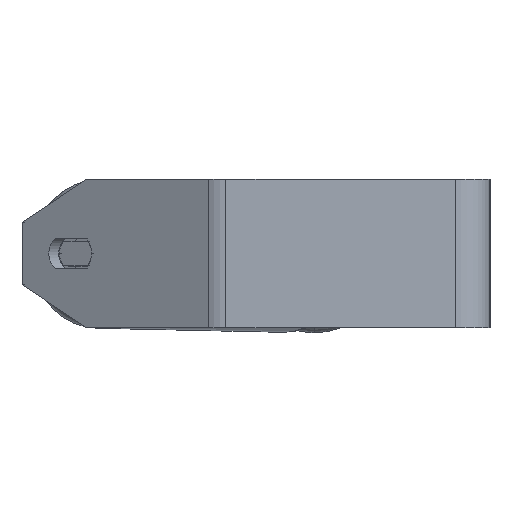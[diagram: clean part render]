
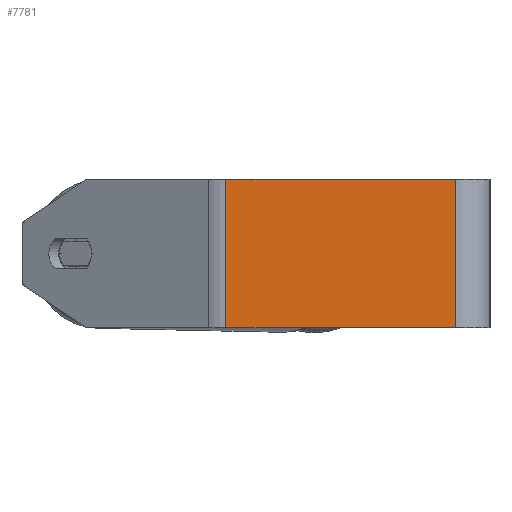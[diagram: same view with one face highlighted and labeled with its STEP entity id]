
A CAD part, left-side view. The second image highlights one B-rep face of the part: STEP entity #7781.
In plain terms, the highlighted planar face has unit normal (-1, 0, 0).
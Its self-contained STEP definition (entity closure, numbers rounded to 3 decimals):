
#41 = DIRECTION ( 'NONE',  ( 1., 0., 0. ) ) ;
#142 = EDGE_CURVE ( 'NONE', #2844, #4867, #7624, .T. ) ;
#262 = ORIENTED_EDGE ( 'NONE', *, *, #4018, .T. ) ;
#308 = ORIENTED_EDGE ( 'NONE', *, *, #3620, .F. ) ;
#382 = EDGE_CURVE ( 'NONE', #5630, #4305, #7111, .T. ) ;
#848 = FACE_OUTER_BOUND ( 'NONE', #4593, .T. ) ;
#980 = VECTOR ( 'NONE', #3475, 1000. ) ;
#1471 = VECTOR ( 'NONE', #5926, 1000. ) ;
#1551 = PLANE ( 'NONE',  #2624 ) ;
#1739 = CARTESIAN_POINT ( 'NONE',  ( -300., 106.642, -30. ) ) ;
#2021 = VECTOR ( 'NONE', #4342, 1000. ) ;
#2299 = VECTOR ( 'NONE', #8246, 1000. ) ;
#2312 = CARTESIAN_POINT ( 'NONE',  ( -300., 106.642, 30. ) ) ;
#2624 = AXIS2_PLACEMENT_3D ( 'NONE', #5238, #41, #7905 ) ;
#2844 = VERTEX_POINT ( 'NONE', #1739 ) ;
#3475 = DIRECTION ( 'NONE',  ( 0., 0., -1. ) ) ;
#3620 = EDGE_CURVE ( 'NONE', #4305, #4867, #6755, .T. ) ;
#4018 = EDGE_CURVE ( 'NONE', #5630, #2844, #8025, .T. ) ;
#4305 = VERTEX_POINT ( 'NONE', #7637 ) ;
#4342 = DIRECTION ( 'NONE',  ( 0., -1., 0. ) ) ;
#4593 = EDGE_LOOP ( 'NONE', ( #7797, #308, #5005, #262 ) ) ;
#4867 = VERTEX_POINT ( 'NONE', #7319 ) ;
#5005 = ORIENTED_EDGE ( 'NONE', *, *, #382, .F. ) ;
#5238 = CARTESIAN_POINT ( 'NONE',  ( -300., 110.394, 30. ) ) ;
#5519 = CARTESIAN_POINT ( 'NONE',  ( -300., 106.642, 30. ) ) ;
#5630 = VERTEX_POINT ( 'NONE', #2312 ) ;
#5926 = DIRECTION ( 'NONE',  ( 0., 0., -1. ) ) ;
#6053 = CARTESIAN_POINT ( 'NONE',  ( -300., 14., 30. ) ) ;
#6755 = LINE ( 'NONE', #6053, #980 ) ;
#6987 = CARTESIAN_POINT ( 'NONE',  ( -300., 110.394, 30. ) ) ;
#7111 = LINE ( 'NONE', #6987, #2299 ) ;
#7319 = CARTESIAN_POINT ( 'NONE',  ( -300., 14., -30. ) ) ;
#7574 = CARTESIAN_POINT ( 'NONE',  ( -300., 110.394, -30. ) ) ;
#7624 = LINE ( 'NONE', #7574, #2021 ) ;
#7637 = CARTESIAN_POINT ( 'NONE',  ( -300., 14., 30. ) ) ;
#7781 = ADVANCED_FACE ( 'NONE', ( #848 ), #1551, .F. ) ;
#7797 = ORIENTED_EDGE ( 'NONE', *, *, #142, .T. ) ;
#7905 = DIRECTION ( 'NONE',  ( 0., 0., -1. ) ) ;
#8025 = LINE ( 'NONE', #5519, #1471 ) ;
#8246 = DIRECTION ( 'NONE',  ( 0., -1., 0. ) ) ;
